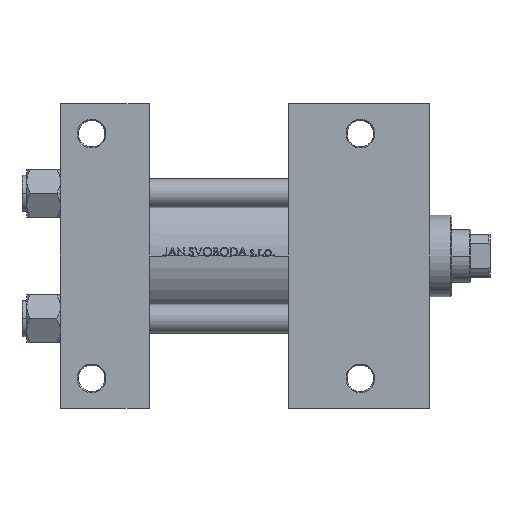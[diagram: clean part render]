
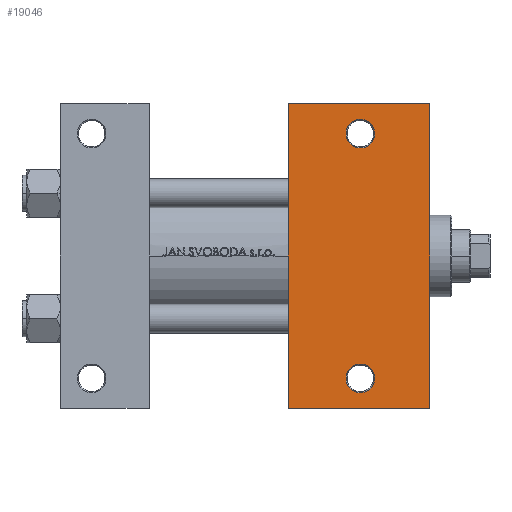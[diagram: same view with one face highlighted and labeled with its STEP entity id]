
A CAD part, front view. The second image highlights one B-rep face of the part: STEP entity #19046.
In plain terms, the highlighted face is planar.
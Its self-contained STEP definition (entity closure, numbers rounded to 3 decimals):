
#52 = ORIENTED_EDGE ( 'NONE', *, *, #8030, .F. ) ;
#730 = CIRCLE ( 'NONE', #7157, 6. ) ;
#1335 = DIRECTION ( 'NONE',  ( 0., 0., 1. ) ) ;
#2486 = AXIS2_PLACEMENT_3D ( 'NONE', #8407, #31416, #35933 ) ;
#3846 = DIRECTION ( 'NONE',  ( -1., 0., 0. ) ) ;
#3865 = DIRECTION ( 'NONE',  ( -1., 0., 0. ) ) ;
#4852 = CARTESIAN_POINT ( 'NONE',  ( 125., 51., -37.5 ) ) ;
#6065 = VERTEX_POINT ( 'NONE', #24050 ) ;
#7109 = VERTEX_POINT ( 'NONE', #18520 ) ;
#7157 = AXIS2_PLACEMENT_3D ( 'NONE', #29875, #44708, #48975 ) ;
#7772 = EDGE_LOOP ( 'NONE', ( #32611, #21203 ) ) ;
#8030 = EDGE_CURVE ( 'NONE', #14220, #36480, #14202, .T. ) ;
#8407 = CARTESIAN_POINT ( 'NONE',  ( 125., -51., -37.5 ) ) ;
#8828 = ORIENTED_EDGE ( 'NONE', *, *, #17526, .T. ) ;
#9362 = VERTEX_POINT ( 'NONE', #43348 ) ;
#10882 = DIRECTION ( 'NONE',  ( 0., 0., 1. ) ) ;
#14202 = LINE ( 'NONE', #25247, #20071 ) ;
#14220 = VERTEX_POINT ( 'NONE', #44310 ) ;
#14459 = LINE ( 'NONE', #14718, #48296 ) ;
#14541 = VECTOR ( 'NONE', #30210, 1000. ) ;
#14616 = CARTESIAN_POINT ( 'NONE',  ( 130.999, -51., -37.5 ) ) ;
#14718 = CARTESIAN_POINT ( 'NONE',  ( 95., 63.5, -37.5 ) ) ;
#15110 = CARTESIAN_POINT ( 'NONE',  ( 125., -51., -37.5 ) ) ;
#15239 = EDGE_CURVE ( 'NONE', #6065, #36480, #41290, .T. ) ;
#15335 = FACE_BOUND ( 'NONE', #34600, .T. ) ;
#16550 = AXIS2_PLACEMENT_3D ( 'NONE', #4852, #1335, #35392 ) ;
#16974 = EDGE_CURVE ( 'NONE', #43903, #6065, #35416, .T. ) ;
#17526 = EDGE_CURVE ( 'NONE', #14220, #43903, #14459, .T. ) ;
#18520 = CARTESIAN_POINT ( 'NONE',  ( 119.001, -51., -37.5 ) ) ;
#19046 = ADVANCED_FACE ( 'NONE', ( #25626, #15335, #34131 ), #41189, .T. ) ;
#20071 = VECTOR ( 'NONE', #21484, 1000. ) ;
#21203 = ORIENTED_EDGE ( 'NONE', *, *, #29371, .T. ) ;
#21484 = DIRECTION ( 'NONE',  ( 0., -1., 0. ) ) ;
#24050 = CARTESIAN_POINT ( 'NONE',  ( 154., -63.5, -37.5 ) ) ;
#25247 = CARTESIAN_POINT ( 'NONE',  ( 95., 37.5, -37.5 ) ) ;
#25626 = FACE_BOUND ( 'NONE', #7772, .T. ) ;
#26365 = DIRECTION ( 'NONE',  ( 0., 0., -1. ) ) ;
#26688 = AXIS2_PLACEMENT_3D ( 'NONE', #33631, #26365, #3846 ) ;
#27818 = CARTESIAN_POINT ( 'NONE',  ( 95., -63.5, -37.5 ) ) ;
#27981 = CARTESIAN_POINT ( 'NONE',  ( 154., 63.5, -37.5 ) ) ;
#28849 = ORIENTED_EDGE ( 'NONE', *, *, #15239, .T. ) ;
#29361 = DIRECTION ( 'NONE',  ( 0., -1., 0. ) ) ;
#29371 = EDGE_CURVE ( 'NONE', #9362, #33930, #44568, .T. ) ;
#29797 = VECTOR ( 'NONE', #29361, 1000. ) ;
#29875 = CARTESIAN_POINT ( 'NONE',  ( 125., 51., -37.5 ) ) ;
#29981 = DIRECTION ( 'NONE',  ( 1., 0., 0. ) ) ;
#30210 = DIRECTION ( 'NONE',  ( -1., 0., 0. ) ) ;
#31002 = EDGE_CURVE ( 'NONE', #33930, #9362, #730, .T. ) ;
#31416 = DIRECTION ( 'NONE',  ( 0., 0., 1. ) ) ;
#32611 = ORIENTED_EDGE ( 'NONE', *, *, #31002, .T. ) ;
#33140 = AXIS2_PLACEMENT_3D ( 'NONE', #15110, #10882, #3865 ) ;
#33631 = CARTESIAN_POINT ( 'NONE',  ( 154., 37.5, -37.5 ) ) ;
#33930 = VERTEX_POINT ( 'NONE', #39909 ) ;
#34131 = FACE_OUTER_BOUND ( 'NONE', #47567, .T. ) ;
#34600 = EDGE_LOOP ( 'NONE', ( #37423, #37452 ) ) ;
#34722 = CARTESIAN_POINT ( 'NONE',  ( 95., -63.5, -37.5 ) ) ;
#34889 = ORIENTED_EDGE ( 'NONE', *, *, #16974, .T. ) ;
#35392 = DIRECTION ( 'NONE',  ( -1., 0., 0. ) ) ;
#35416 = LINE ( 'NONE', #40668, #29797 ) ;
#35933 = DIRECTION ( 'NONE',  ( -1., 0., 0. ) ) ;
#36480 = VERTEX_POINT ( 'NONE', #27818 ) ;
#37423 = ORIENTED_EDGE ( 'NONE', *, *, #48052, .T. ) ;
#37452 = ORIENTED_EDGE ( 'NONE', *, *, #38929, .T. ) ;
#38780 = CIRCLE ( 'NONE', #33140, 5.999 ) ;
#38929 = EDGE_CURVE ( 'NONE', #39096, #7109, #41800, .T. ) ;
#39096 = VERTEX_POINT ( 'NONE', #14616 ) ;
#39909 = CARTESIAN_POINT ( 'NONE',  ( 119., 51., -37.5 ) ) ;
#40668 = CARTESIAN_POINT ( 'NONE',  ( 154., 37.5, -37.5 ) ) ;
#41189 = PLANE ( 'NONE',  #26688 ) ;
#41290 = LINE ( 'NONE', #34722, #14541 ) ;
#41800 = CIRCLE ( 'NONE', #2486, 5.999 ) ;
#43348 = CARTESIAN_POINT ( 'NONE',  ( 130.999, 51., -37.5 ) ) ;
#43903 = VERTEX_POINT ( 'NONE', #27981 ) ;
#44310 = CARTESIAN_POINT ( 'NONE',  ( 95., 63.5, -37.5 ) ) ;
#44568 = CIRCLE ( 'NONE', #16550, 6. ) ;
#44708 = DIRECTION ( 'NONE',  ( 0., 0., 1. ) ) ;
#47567 = EDGE_LOOP ( 'NONE', ( #52, #8828, #34889, #28849 ) ) ;
#48052 = EDGE_CURVE ( 'NONE', #7109, #39096, #38780, .T. ) ;
#48296 = VECTOR ( 'NONE', #29981, 1000. ) ;
#48975 = DIRECTION ( 'NONE',  ( -1., 0., 0. ) ) ;
